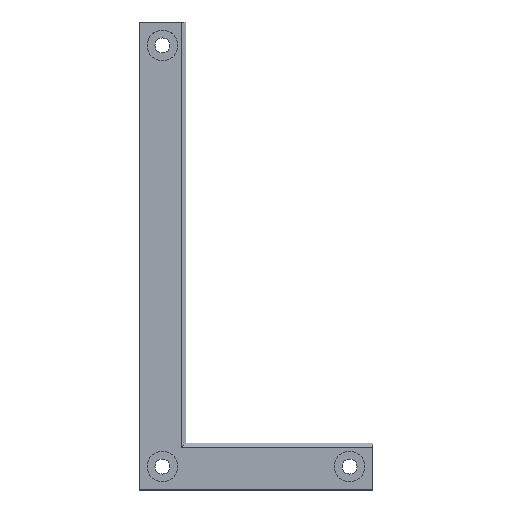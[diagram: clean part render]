
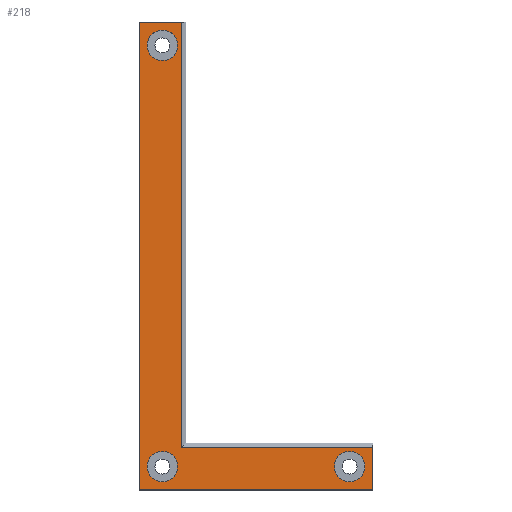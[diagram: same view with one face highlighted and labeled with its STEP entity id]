
A CAD part, top view. The second image highlights one B-rep face of the part: STEP entity #218.
In plain terms, the highlighted planar face has unit normal (0, 0, 1).
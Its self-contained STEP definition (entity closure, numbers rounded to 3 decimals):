
#174=FACE_BOUND('',#258,.T.);
#175=FACE_BOUND('',#259,.T.);
#176=FACE_BOUND('',#260,.T.);
#177=FACE_BOUND('',#261,.T.);
#200=CIRCLE('',#471,3.25);
#201=CIRCLE('',#472,3.25);
#202=CIRCLE('',#473,3.25);
#218=ADVANCED_FACE('',(#174,#175,#176,#177),#237,.T.);
#237=PLANE('',#474);
#258=EDGE_LOOP('',(#312));
#259=EDGE_LOOP('',(#313));
#260=EDGE_LOOP('',(#314));
#261=EDGE_LOOP('',(#315,#316,#317,#318,#319,#320));
#312=ORIENTED_EDGE('',*,*,#403,.T.);
#313=ORIENTED_EDGE('',*,*,#404,.T.);
#314=ORIENTED_EDGE('',*,*,#405,.T.);
#315=ORIENTED_EDGE('',*,*,#406,.T.);
#316=ORIENTED_EDGE('',*,*,#407,.T.);
#317=ORIENTED_EDGE('',*,*,#400,.T.);
#318=ORIENTED_EDGE('',*,*,#385,.T.);
#319=ORIENTED_EDGE('',*,*,#389,.T.);
#320=ORIENTED_EDGE('',*,*,#392,.T.);
#358=VERTEX_POINT('',#588);
#359=VERTEX_POINT('',#590);
#361=VERTEX_POINT('',#596);
#364=VERTEX_POINT('',#603);
#369=VERTEX_POINT('',#620);
#370=VERTEX_POINT('',#625);
#371=VERTEX_POINT('',#627);
#372=VERTEX_POINT('',#629);
#373=VERTEX_POINT('',#631);
#385=EDGE_CURVE('',#359,#358,#420,.T.);
#389=EDGE_CURVE('',#358,#361,#424,.T.);
#392=EDGE_CURVE('',#361,#364,#427,.T.);
#400=EDGE_CURVE('',#369,#359,#435,.T.);
#403=EDGE_CURVE('',#370,#370,#200,.T.);
#404=EDGE_CURVE('',#371,#371,#201,.T.);
#405=EDGE_CURVE('',#372,#372,#202,.T.);
#406=EDGE_CURVE('',#364,#373,#438,.T.);
#407=EDGE_CURVE('',#373,#369,#439,.T.);
#420=LINE('',#589,#443);
#424=LINE('',#597,#447);
#427=LINE('',#604,#450);
#435=LINE('',#619,#458);
#438=LINE('',#630,#461);
#439=LINE('',#632,#462);
#443=VECTOR('',#500,1.);
#447=VECTOR('',#506,1.);
#450=VECTOR('',#511,1.);
#458=VECTOR('',#525,1.);
#461=VECTOR('',#536,1.);
#462=VECTOR('',#537,1.);
#471=AXIS2_PLACEMENT_3D('',#624,#530,#531);
#472=AXIS2_PLACEMENT_3D('',#626,#532,#533);
#473=AXIS2_PLACEMENT_3D('',#628,#534,#535);
#474=AXIS2_PLACEMENT_3D('',#633,#538,#539);
#500=DIRECTION('',(0.,-1.,0.));
#506=DIRECTION('',(1.,0.,0.));
#511=DIRECTION('',(0.,1.,0.));
#525=DIRECTION('',(-1.,0.,0.));
#530=DIRECTION('',(0.,0.,-1.));
#531=DIRECTION('',(-1.,0.,0.));
#532=DIRECTION('',(0.,0.,-1.));
#533=DIRECTION('',(-1.,0.,0.));
#534=DIRECTION('',(0.,0.,-1.));
#535=DIRECTION('',(-1.,0.,0.));
#536=DIRECTION('',(-1.,0.,0.));
#537=DIRECTION('',(0.,1.,0.));
#538=DIRECTION('',(0.,0.,1.));
#539=DIRECTION('',(1.,0.,0.));
#588=CARTESIAN_POINT('',(0.,0.,5.));
#589=CARTESIAN_POINT('',(0.,100.,5.));
#590=CARTESIAN_POINT('',(0.,100.,5.));
#596=CARTESIAN_POINT('',(50.,0.,5.));
#597=CARTESIAN_POINT('',(0.,0.,5.));
#603=CARTESIAN_POINT('',(50.,9.,5.));
#604=CARTESIAN_POINT('',(50.,0.,5.));
#619=CARTESIAN_POINT('',(10.,100.,5.));
#620=CARTESIAN_POINT('',(9.,100.,5.));
#624=CARTESIAN_POINT('',(45.,5.,5.));
#625=CARTESIAN_POINT('',(41.75,5.,5.));
#626=CARTESIAN_POINT('',(5.,95.,5.));
#627=CARTESIAN_POINT('',(1.75,95.,5.));
#628=CARTESIAN_POINT('',(5.,5.,5.));
#629=CARTESIAN_POINT('',(1.75,5.,5.));
#630=CARTESIAN_POINT('',(10.,9.,5.));
#631=CARTESIAN_POINT('',(9.,9.,5.));
#632=CARTESIAN_POINT('',(9.,100.,5.));
#633=CARTESIAN_POINT('',(0.,0.,5.));
